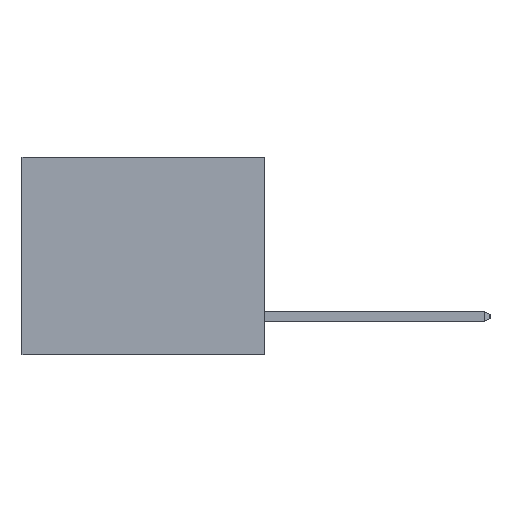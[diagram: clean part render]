
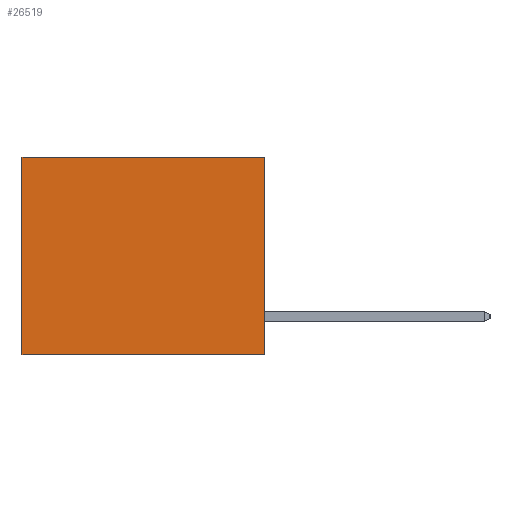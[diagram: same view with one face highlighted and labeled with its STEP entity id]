
A CAD part, left-side view. The second image highlights one B-rep face of the part: STEP entity #26519.
In plain terms, the highlighted planar face has unit normal (-1, 0, 0).
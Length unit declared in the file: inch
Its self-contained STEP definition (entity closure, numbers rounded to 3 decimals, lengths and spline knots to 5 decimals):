
#579 = DIRECTION ( 'NONE',  ( 1., 0., 0. ) ) ;
#730 = VERTEX_POINT ( 'NONE', #12228 ) ;
#799 = VERTEX_POINT ( 'NONE', #3029 ) ;
#929 = ORIENTED_EDGE ( 'NONE', *, *, #2225, .T. ) ;
#1888 = CARTESIAN_POINT ( 'NONE',  ( 0.3165, 0.6, -0.49 ) ) ;
#2225 = EDGE_CURVE ( 'NONE', #13803, #730, #14565, .T. ) ;
#2375 = LINE ( 'NONE', #2691, #22500 ) ;
#2691 = CARTESIAN_POINT ( 'NONE',  ( 0.3165, 0., -0.49 ) ) ;
#3029 = CARTESIAN_POINT ( 'NONE',  ( 0.3165, 0., -0.49 ) ) ;
#4164 = EDGE_LOOP ( 'NONE', ( #12335, #6430, #18067, #929 ) ) ;
#5797 = EDGE_CURVE ( 'NONE', #730, #24349, #8272, .T. ) ;
#6338 = EDGE_CURVE ( 'NONE', #13803, #799, #2375, .T. ) ;
#6430 = ORIENTED_EDGE ( 'NONE', *, *, #8024, .F. ) ;
#8024 = EDGE_CURVE ( 'NONE', #799, #24349, #24185, .T. ) ;
#8272 = LINE ( 'NONE', #20026, #10123 ) ;
#9952 = DIRECTION ( 'NONE',  ( 0., 0., -1. ) ) ;
#10087 = FACE_OUTER_BOUND ( 'NONE', #4164, .T. ) ;
#10123 = VECTOR ( 'NONE', #19927, 39.37008 ) ;
#12228 = CARTESIAN_POINT ( 'NONE',  ( 0.3165, 0.6, 0. ) ) ;
#12335 = ORIENTED_EDGE ( 'NONE', *, *, #5797, .T. ) ;
#12894 = DIRECTION ( 'NONE',  ( 0., 1., 0. ) ) ;
#13803 = VERTEX_POINT ( 'NONE', #23102 ) ;
#14303 = DIRECTION ( 'NONE',  ( 0., 1., 0. ) ) ;
#14565 = LINE ( 'NONE', #28333, #23741 ) ;
#18067 = ORIENTED_EDGE ( 'NONE', *, *, #6338, .F. ) ;
#19516 = CARTESIAN_POINT ( 'NONE',  ( 0.3165, 0., -0.49 ) ) ;
#19927 = DIRECTION ( 'NONE',  ( 0., 0., -1. ) ) ;
#20026 = CARTESIAN_POINT ( 'NONE',  ( 0.3165, 0.6, -0.49 ) ) ;
#20419 = AXIS2_PLACEMENT_3D ( 'NONE', #21507, #579, #23770 ) ;
#21507 = CARTESIAN_POINT ( 'NONE',  ( 0.3165, 0., -0.49 ) ) ;
#22500 = VECTOR ( 'NONE', #9952, 39.37008 ) ;
#23102 = CARTESIAN_POINT ( 'NONE',  ( 0.3165, 0., 0. ) ) ;
#23439 = VECTOR ( 'NONE', #12894, 39.37008 ) ;
#23741 = VECTOR ( 'NONE', #14303, 39.37008 ) ;
#23770 = DIRECTION ( 'NONE',  ( 0., 0., -1. ) ) ;
#24185 = LINE ( 'NONE', #19516, #23439 ) ;
#24349 = VERTEX_POINT ( 'NONE', #1888 ) ;
#26519 = ADVANCED_FACE ( 'NONE', ( #10087 ), #28681, .F. ) ;
#28333 = CARTESIAN_POINT ( 'NONE',  ( 0.3165, 0., 0. ) ) ;
#28681 = PLANE ( 'NONE',  #20419 ) ;
